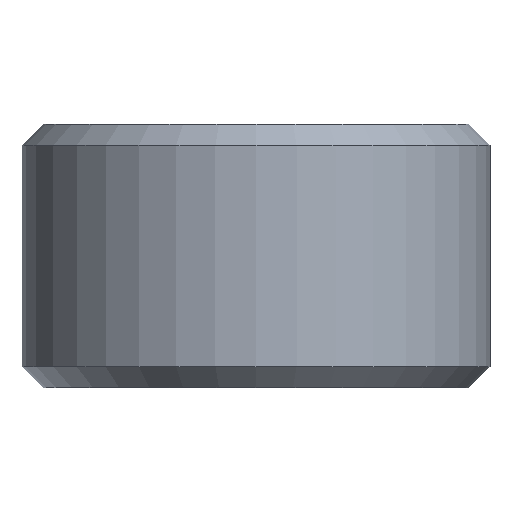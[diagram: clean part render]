
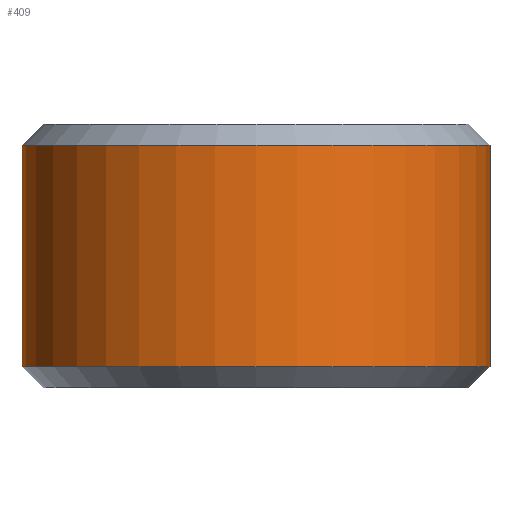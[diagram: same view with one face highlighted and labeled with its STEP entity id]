
A CAD part, left-side view. The second image highlights one B-rep face of the part: STEP entity #409.
In plain terms, the highlighted cylindrical face has radius 5.5 mm (diameter 11 mm), a full revolution.
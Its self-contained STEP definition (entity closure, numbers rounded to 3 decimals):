
#26=FACE_BOUND('',#89,.T.);
#33=CIRCLE('',#446,5.5);
#37=CIRCLE('',#452,5.5);
#38=CIRCLE('',#453,5.5);
#55=CYLINDRICAL_SURFACE('',#456,5.5);
#64=FACE_OUTER_BOUND('',#88,.T.);
#88=EDGE_LOOP('',(#304,#305,#306,#307,#308));
#89=EDGE_LOOP('',(#309,#310));
#116=LINE('',#784,#147);
#147=VECTOR('',#521,5.5);
#171=B_SPLINE_CURVE_WITH_KNOTS('',3,(#634,#635,#636,#637,#638,#639,#640,
#641,#642,#643,#644,#645,#646,#647),.UNSPECIFIED.,.F.,.F.,(4,2,2,2,2,2,
4),(1.,1.124,1.186,1.248,
1.372,1.435,1.497),.UNSPECIFIED.);
#176=B_SPLINE_CURVE_WITH_KNOTS('',3,(#785,#786,#787,#788,#789,#790,#791,
#792,#793,#794,#795,#796,#797,#798,#799,#800,#801,#802,#803,#804,#805,#806,
#807,#808,#809,#810,#811,#812,#813,#814,#815,#816,#817,#818,#819,#820,#821,
#822,#823,#824,#825,#826,#827,#828,#829,#830,#831,#832,#833,#834,#835,#836,
#837,#838,#839,#840,#841,#842,#843,#844,#845,#846,#847,#848),
 .UNSPECIFIED.,.F.,.F.,(4,3,3,3,3,3,3,3,3,3,3,3,3,3,3,3,3,3,3,3,3,4),(0.498,
0.514,0.528,0.566,0.605,
0.622,0.651,0.677,0.685,
0.709,0.733,0.748,0.772,
0.796,0.82,0.844,0.868,
0.874,0.913,0.952,0.989,
1.),.UNSPECIFIED.);
#179=VERTEX_POINT('',#631);
#180=VERTEX_POINT('',#633);
#187=VERTEX_POINT('',#762);
#191=VERTEX_POINT('',#774);
#192=VERTEX_POINT('',#775);
#215=EDGE_CURVE('',#180,#179,#171,.T.);
#226=EDGE_CURVE('',#187,#187,#33,.T.);
#232=EDGE_CURVE('',#191,#192,#37,.T.);
#233=EDGE_CURVE('',#192,#191,#38,.T.);
#237=EDGE_CURVE('',#191,#187,#116,.T.);
#238=EDGE_CURVE('',#179,#180,#176,.T.);
#304=ORIENTED_EDGE('',*,*,#232,.T.);
#305=ORIENTED_EDGE('',*,*,#233,.T.);
#306=ORIENTED_EDGE('',*,*,#237,.T.);
#307=ORIENTED_EDGE('',*,*,#226,.T.);
#308=ORIENTED_EDGE('',*,*,#237,.F.);
#309=ORIENTED_EDGE('',*,*,#215,.T.);
#310=ORIENTED_EDGE('',*,*,#238,.T.);
#409=ADVANCED_FACE('',(#64,#26),#55,.T.);
#446=AXIS2_PLACEMENT_3D('',#763,#495,#496);
#452=AXIS2_PLACEMENT_3D('',#776,#509,#510);
#453=AXIS2_PLACEMENT_3D('',#777,#511,#512);
#456=AXIS2_PLACEMENT_3D('',#783,#519,#520);
#495=DIRECTION('center_axis',(0.,0.,1.));
#496=DIRECTION('ref_axis',(1.,0.,0.));
#509=DIRECTION('center_axis',(0.,0.,-1.));
#510=DIRECTION('ref_axis',(1.,0.,0.));
#511=DIRECTION('center_axis',(0.,0.,-1.));
#512=DIRECTION('ref_axis',(1.,0.,0.));
#519=DIRECTION('center_axis',(0.,0.,1.));
#520=DIRECTION('ref_axis',(1.,0.,0.));
#521=DIRECTION('',(0.,0.,-1.));
#631=CARTESIAN_POINT('',(5.313,0.407,0.954));
#633=CARTESIAN_POINT('',(5.313,0.396,-1.155));
#634=CARTESIAN_POINT('Ctrl Pts',(5.313,0.396,-1.155));
#635=CARTESIAN_POINT('Ctrl Pts',(5.313,0.108,-1.153));
#636=CARTESIAN_POINT('Ctrl Pts',(5.291,-0.144,-1.046));
#637=CARTESIAN_POINT('Ctrl Pts',(5.247,-0.463,-0.732));
#638=CARTESIAN_POINT('Ctrl Pts',(5.232,-0.544,-0.617));
#639=CARTESIAN_POINT('Ctrl Pts',(5.213,-0.65,-0.372));
#640=CARTESIAN_POINT('Ctrl Pts',(5.207,-0.677,-0.241));
#641=CARTESIAN_POINT('Ctrl Pts',(5.207,-0.676,0.178));
#642=CARTESIAN_POINT('Ctrl Pts',(5.232,-0.571,0.424));
#643=CARTESIAN_POINT('Ctrl Pts',(5.276,-0.25,0.739));
#644=CARTESIAN_POINT('Ctrl Pts',(5.289,-0.134,0.818));
#645=CARTESIAN_POINT('Ctrl Pts',(5.307,0.117,0.924));
#646=CARTESIAN_POINT('Ctrl Pts',(5.313,0.254,0.952));
#647=CARTESIAN_POINT('Ctrl Pts',(5.313,0.407,0.954));
#762=CARTESIAN_POINT('',(-5.687,0.395,-2.796));
#763=CARTESIAN_POINT('Origin',(-0.187,0.395,-2.796));
#774=CARTESIAN_POINT('',(-5.687,0.395,2.404));
#775=CARTESIAN_POINT('',(5.313,0.395,2.404));
#776=CARTESIAN_POINT('Origin',(-0.187,0.395,2.404));
#777=CARTESIAN_POINT('Origin',(-0.187,0.395,2.404));
#783=CARTESIAN_POINT('Origin',(-0.187,0.395,-3.296));
#784=CARTESIAN_POINT('',(-5.687,0.395,-3.296));
#785=CARTESIAN_POINT('Ctrl Pts',(5.313,0.407,0.954));
#786=CARTESIAN_POINT('Ctrl Pts',(5.313,0.443,0.954));
#787=CARTESIAN_POINT('Ctrl Pts',(5.312,0.479,0.952));
#788=CARTESIAN_POINT('Ctrl Pts',(5.312,0.515,0.948));
#789=CARTESIAN_POINT('Ctrl Pts',(5.311,0.547,0.945));
#790=CARTESIAN_POINT('Ctrl Pts',(5.31,0.578,0.941));
#791=CARTESIAN_POINT('Ctrl Pts',(5.309,0.609,0.935));
#792=CARTESIAN_POINT('Ctrl Pts',(5.305,0.692,0.92));
#793=CARTESIAN_POINT('Ctrl Pts',(5.301,0.771,0.895));
#794=CARTESIAN_POINT('Ctrl Pts',(5.294,0.847,0.86));
#795=CARTESIAN_POINT('Ctrl Pts',(5.288,0.924,0.825));
#796=CARTESIAN_POINT('Ctrl Pts',(5.28,0.998,0.779));
#797=CARTESIAN_POINT('Ctrl Pts',(5.272,1.068,0.724));
#798=CARTESIAN_POINT('Ctrl Pts',(5.268,1.1,0.699));
#799=CARTESIAN_POINT('Ctrl Pts',(5.264,1.131,0.672));
#800=CARTESIAN_POINT('Ctrl Pts',(5.259,1.161,0.642));
#801=CARTESIAN_POINT('Ctrl Pts',(5.252,1.21,0.594));
#802=CARTESIAN_POINT('Ctrl Pts',(5.245,1.254,0.544));
#803=CARTESIAN_POINT('Ctrl Pts',(5.239,1.293,0.492));
#804=CARTESIAN_POINT('Ctrl Pts',(5.233,1.328,0.445));
#805=CARTESIAN_POINT('Ctrl Pts',(5.228,1.358,0.396));
#806=CARTESIAN_POINT('Ctrl Pts',(5.223,1.383,0.346));
#807=CARTESIAN_POINT('Ctrl Pts',(5.222,1.392,0.329));
#808=CARTESIAN_POINT('Ctrl Pts',(5.22,1.399,0.313));
#809=CARTESIAN_POINT('Ctrl Pts',(5.219,1.407,0.296));
#810=CARTESIAN_POINT('Ctrl Pts',(5.215,1.427,0.249));
#811=CARTESIAN_POINT('Ctrl Pts',(5.212,1.444,0.201));
#812=CARTESIAN_POINT('Ctrl Pts',(5.209,1.457,0.152));
#813=CARTESIAN_POINT('Ctrl Pts',(5.207,1.47,0.102));
#814=CARTESIAN_POINT('Ctrl Pts',(5.205,1.478,0.051));
#815=CARTESIAN_POINT('Ctrl Pts',(5.204,1.483,-0.001));
#816=CARTESIAN_POINT('Ctrl Pts',(5.204,1.486,-0.034));
#817=CARTESIAN_POINT('Ctrl Pts',(5.203,1.488,-0.067));
#818=CARTESIAN_POINT('Ctrl Pts',(5.203,1.488,-0.101));
#819=CARTESIAN_POINT('Ctrl Pts',(5.203,1.488,-0.155));
#820=CARTESIAN_POINT('Ctrl Pts',(5.204,1.484,-0.208));
#821=CARTESIAN_POINT('Ctrl Pts',(5.206,1.476,-0.259));
#822=CARTESIAN_POINT('Ctrl Pts',(5.207,1.468,-0.31));
#823=CARTESIAN_POINT('Ctrl Pts',(5.209,1.457,-0.36));
#824=CARTESIAN_POINT('Ctrl Pts',(5.213,1.441,-0.409));
#825=CARTESIAN_POINT('Ctrl Pts',(5.216,1.425,-0.458));
#826=CARTESIAN_POINT('Ctrl Pts',(5.219,1.406,-0.505));
#827=CARTESIAN_POINT('Ctrl Pts',(5.224,1.382,-0.551));
#828=CARTESIAN_POINT('Ctrl Pts',(5.228,1.358,-0.597));
#829=CARTESIAN_POINT('Ctrl Pts',(5.233,1.331,-0.642));
#830=CARTESIAN_POINT('Ctrl Pts',(5.238,1.299,-0.686));
#831=CARTESIAN_POINT('Ctrl Pts',(5.243,1.268,-0.729));
#832=CARTESIAN_POINT('Ctrl Pts',(5.249,1.233,-0.771));
#833=CARTESIAN_POINT('Ctrl Pts',(5.255,1.193,-0.812));
#834=CARTESIAN_POINT('Ctrl Pts',(5.256,1.183,-0.822));
#835=CARTESIAN_POINT('Ctrl Pts',(5.258,1.172,-0.833));
#836=CARTESIAN_POINT('Ctrl Pts',(5.259,1.161,-0.844));
#837=CARTESIAN_POINT('Ctrl Pts',(5.269,1.093,-0.909));
#838=CARTESIAN_POINT('Ctrl Pts',(5.278,1.021,-0.964));
#839=CARTESIAN_POINT('Ctrl Pts',(5.285,0.946,-1.009));
#840=CARTESIAN_POINT('Ctrl Pts',(5.293,0.872,-1.053));
#841=CARTESIAN_POINT('Ctrl Pts',(5.299,0.795,-1.088));
#842=CARTESIAN_POINT('Ctrl Pts',(5.304,0.714,-1.112));
#843=CARTESIAN_POINT('Ctrl Pts',(5.308,0.635,-1.135));
#844=CARTESIAN_POINT('Ctrl Pts',(5.311,0.553,-1.149));
#845=CARTESIAN_POINT('Ctrl Pts',(5.312,0.468,-1.154));
#846=CARTESIAN_POINT('Ctrl Pts',(5.313,0.444,-1.155));
#847=CARTESIAN_POINT('Ctrl Pts',(5.313,0.42,-1.155));
#848=CARTESIAN_POINT('Ctrl Pts',(5.313,0.396,-1.155));
